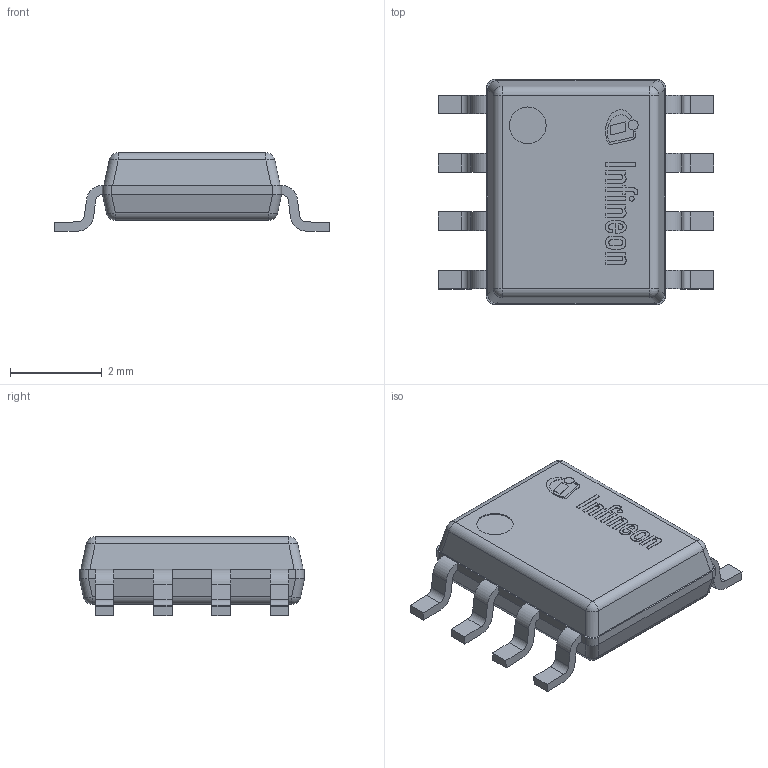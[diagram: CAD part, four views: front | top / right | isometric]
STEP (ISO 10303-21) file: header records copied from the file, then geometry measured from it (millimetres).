
FILE_DESCRIPTION(/* description */ (''),/* implementation_level */ '2;1');
FILE_NAME(/* name */ 'PG-DSO-8-70_Z8B00187016_V02_3D.stp',/* time_stamp */ '2019-09-18T17:19:06+06:00',/* author */ ('janartha'),/* organization */ (''),/* preprocessor_version */ 'ST-DEVELOPER v16.13',/* originating_system */ 'AutoCAD Mechanical',/* authorisation */ '');
FILE_SCHEMA (('AUTOMOTIVE_DESIGN { 1 0 10303 214 3 1 1 }'));
Length unit declared in the file: millimetre
Products named in the file (1): Product
Bounding box: 6 x 4.9 x 1.73 mm (x, y, z)
Volume: 27 mm3; surface area: 152.1 mm2
Topology: 24 solids, 24 shells, 268 faces, 623 edges, 406 vertices
Faces by surface type: plane 178, cylinder 56, bspline 22, sphere 8, torus 4
Full cylindrical faces by diameter (mm): 0.107 x1, 0.219 x1, 0.8 x2, 1 x2
Entity records: 7735 total; most frequent: CARTESIAN_POINT 1682, ORIENTED_EDGE 1230, DIRECTION 1197, EDGE_CURVE 615, LINE 455, VECTOR 455, VERTEX_POINT 408, AXIS2_PLACEMENT_3D 371
